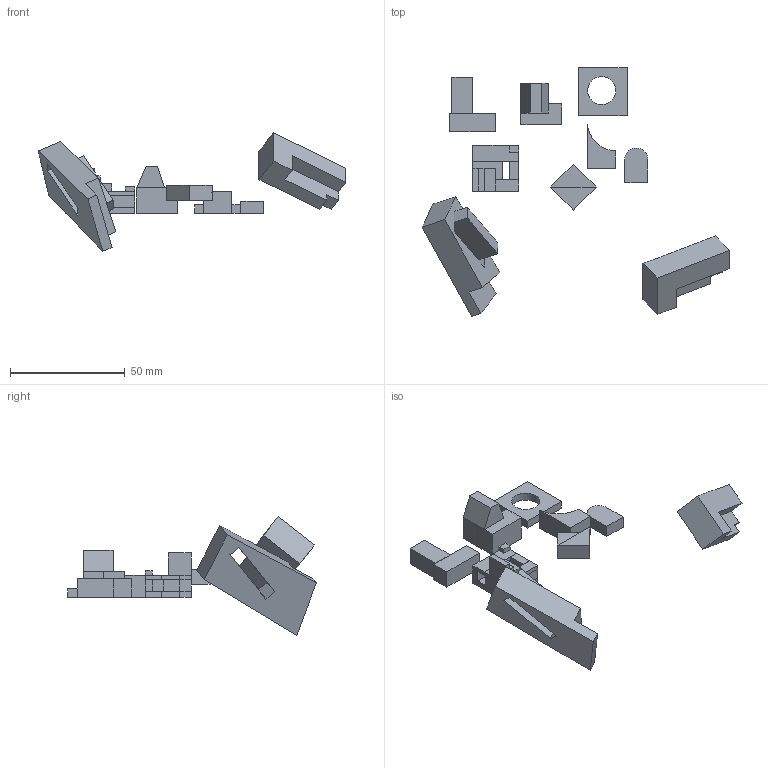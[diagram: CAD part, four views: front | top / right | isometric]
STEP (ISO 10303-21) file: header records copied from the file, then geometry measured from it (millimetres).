
FILE_DESCRIPTION(('STEP AP214'),'1');
FILE_NAME('three_objects_steps_depression_oblique_cyl_tilted.stp','2019-10-24T15:24:05',(' '),(' '),'Spatial InterOp 3D',' ',' ');
FILE_SCHEMA(('AUTOMOTIVE_DESIGN { 1 0 10303 214 1 1 1 1 }'));
Length unit declared in the file: metre
Products named in the file (30): three_objects_steps_depression_oblique_cyl_tilted; Design1; j; Component1; Component2; Component3; s; Component12; Component22; Component32; Component4; Component5; Component6; Component7; Component8; Component9; Component10; Component11; Component122; Component13; Component14; Component15; Component16; Component17; Component18; Component19; Component20; Component21; Component222; Component23
Assembly tree (29 placements, depth 3):
  three_objects_steps_depression_oblique_cyl_tilted
    Design1
    j
      Component1
      Component2
      Component3
    s
      Component12
      Component22
      Component32
      Component4
      Component5
      Component6
      Component7
      Component8
      Component9
      Component10
      Component11
      Component122
      Component13
      Component14
      Component15
      Component16
      Component17
      Component18
      Component19
      Component20
      Component21
      Component222
      Component23
Bounding box: 133.83 x 108.19 x 51.61 mm (x, y, z)
Volume: 32497.4 mm3; surface area: 18999.4 mm2
Topology: 28 solids, 28 shells, 183 faces, 379 edges, 252 vertices
Faces by surface type: plane 179, cylinder 4
Entity records: 5623 total; most frequent: CARTESIAN_POINT 846, DIRECTION 817, ORIENTED_EDGE 758, EDGE_CURVE 379, LINE 371, VECTOR 371, VERTEX_POINT 252, AXIS2_PLACEMENT_3D 223
